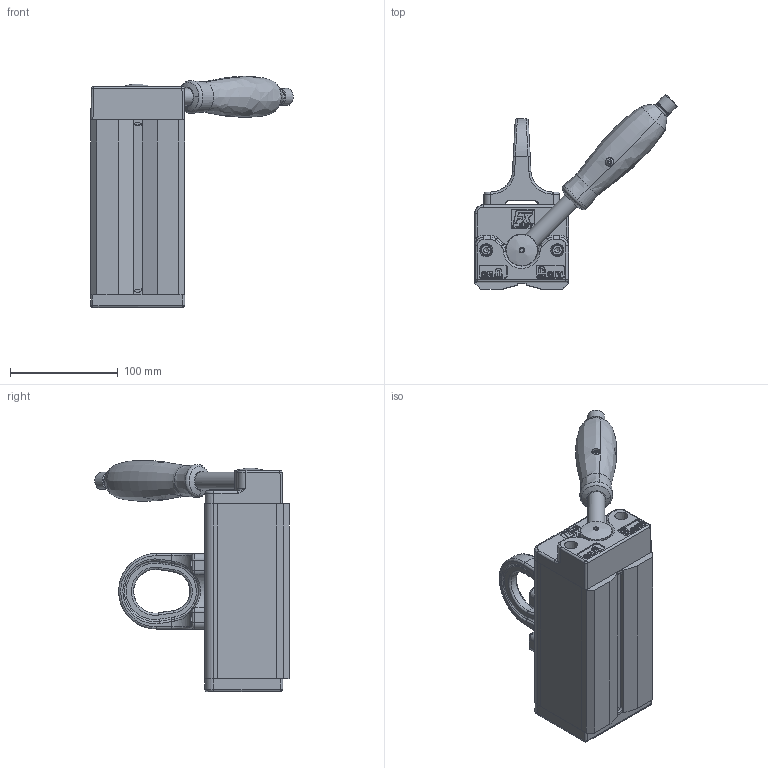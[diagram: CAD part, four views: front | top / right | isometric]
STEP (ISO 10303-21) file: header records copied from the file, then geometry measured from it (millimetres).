
FILE_DESCRIPTION(/* description */ (''),/* implementation_level */ '2;1');
FILE_NAME(/* name */ 'E0161870.stp',/* time_stamp */ '2024-06-11T11:16:00+02:00',/* author */ ('ep'),/* organization */ (''),/* preprocessor_version */ 'ST-DEVELOPER v18.1',/* originating_system */ 'Autodesk Inventor 2021',/* authorisation */ '');
FILE_SCHEMA (('AUTOMOTIVE_DESIGN { 1 0 10303 214 3 1 1 }'));
Products named in the file (1): E0161870
Bounding box: 187.59 x 180.09 x 214.35 mm (x, y, z)
Volume: 1385472.1 mm3; surface area: 376620.3 mm2
Topology: 60 solids, 62 shells, 2410 faces, 5598 edges, 3265 vertices
Faces by surface type: plane 866, cylinder 495, bspline 448, cone 370, torus 185, sphere 46
Full cylindrical faces by diameter (mm): 3.3 x18, 4 x18, 4.2 x1, 4.3 x16, 5 x15, 6 x10, 6.1 x1, 6.5 x8, 6.8 x1, 7 x6, 7.64 x16, 7.7 x1, 7.9 x1, 8 x3, 9 x1, 9.8 x1, 10 x8, 10.2 x1, 11 x6, 12 x1, 13 x2, 13.8 x1, 15.8 x2, 15.95 x1, 16 x2, 29 x1, 29.95 x2, 30 x5, 34 x2, 38.333 x2
Entity records: 137068 total; most frequent: CARTESIAN_POINT 85305, ORIENTED_EDGE 10814, DIRECTION 10310, EDGE_CURVE 5407, AXIS2_PLACEMENT_3D 3842, VERTEX_POINT 3265, EDGE_LOOP 2642, LINE 2626
